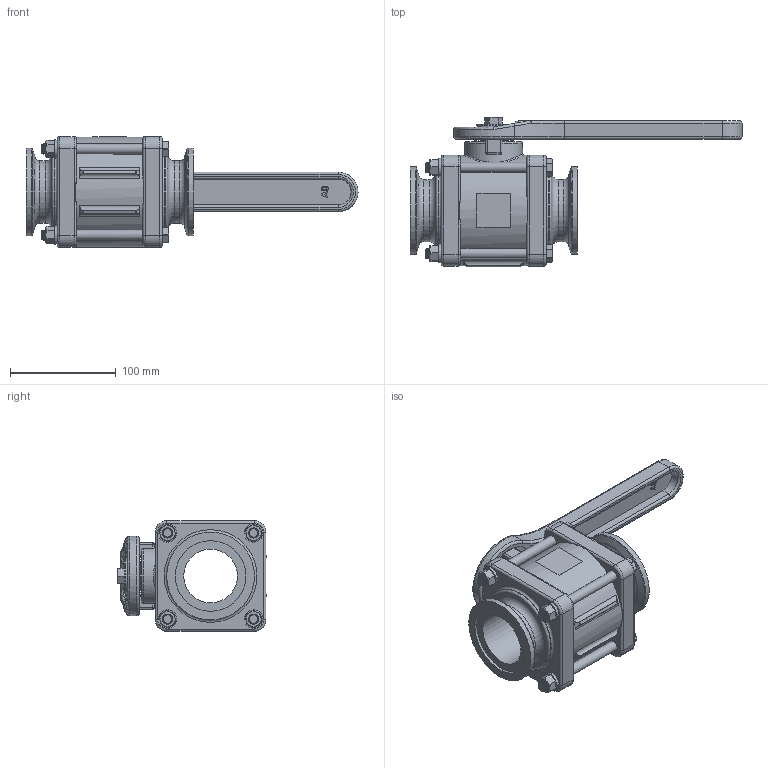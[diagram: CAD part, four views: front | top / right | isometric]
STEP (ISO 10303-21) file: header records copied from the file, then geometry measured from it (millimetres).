
FILE_DESCRIPTION(/* description */ ('2" FP 4 Bolt Manifold Valve'),/* implementation_level */ '2;1');
FILE_NAME(/* name */ 'MV220CF.stp',/* time_stamp */ '2019-01-31T11:09:37-05:00',/* author */ ('ETQ'),/* organization */ (''),/* preprocessor_version */ 'ST-DEVELOPER v17',/* originating_system */ 'Autodesk Inventor 2018',/* authorisation */ '');
FILE_SCHEMA (('AUTOMOTIVE_DESIGN { 1 0 10303 214 3 1 1 }'));
Length unit declared in the file: inch
Products named in the file (22): MV220CF; V25254; V25254_1; V25151B; V25151BX; V25255A; V25255AM; V25255AX; V25258A; V25264; V25060; V25163; V25160; V25121; V25020; V20018; V20019; V25017; V25153; V25478; V25378X; VL1001
Assembly tree (33 placements, depth 4):
  MV220CF
    V25254
      V25254_1
    V25151B
      V25151BX
    V25255A
      V25255AM
        V25255AX
    V25258A  x2
    V25264  x2
    V25060
    V25163
    V25160
    V25121
    V25020
    V20018  x4
    V20019  x4
    V25017  x4
    V25153
    V25478  x2
      V25378X
    VL1001
Bounding box: 313.82 x 141.73 x 104.8 mm (x, y, z)
Volume: 934908.3 mm3; surface area: 279019.8 mm2
Topology: 28 solids, 28 shells, 1643 faces, 4300 edges, 2787 vertices
Faces by surface type: plane 663, cylinder 476, cone 303, bspline 105, torus 80, sphere 16
Full cylindrical faces by diameter (mm): 7.798 x1, 8.236 x60, 9.525 x61, 10.312 x1, 11.125 x8, 14.275 x1, 25.4 x2, 25.527 x1, 25.806 x1, 31.521 x1, 31.623 x1, 31.75 x3, 35.306 x1, 36.525 x1, 37.084 x2, 50.8 x2, 52.07 x3, 54.61 x1, 55.499 x2, 56.769 x2, 58.674 x2, 60.579 x2, 64.77 x2, 65.024 x2, 66.802 x2, 83.058 x4, 84.328 x2, 84.455 x2, 85.852 x1, 88.9 x2
Entity records: 37085 total; most frequent: CARTESIAN_POINT 9856, ORIENTED_EDGE 5652, DIRECTION 5340, EDGE_CURVE 2826, AXIS2_PLACEMENT_3D 1867, VERTEX_POINT 1828, LINE 1606, VECTOR 1606
